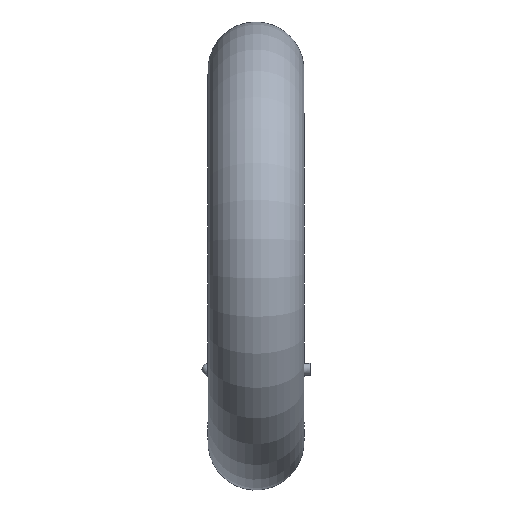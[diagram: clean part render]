
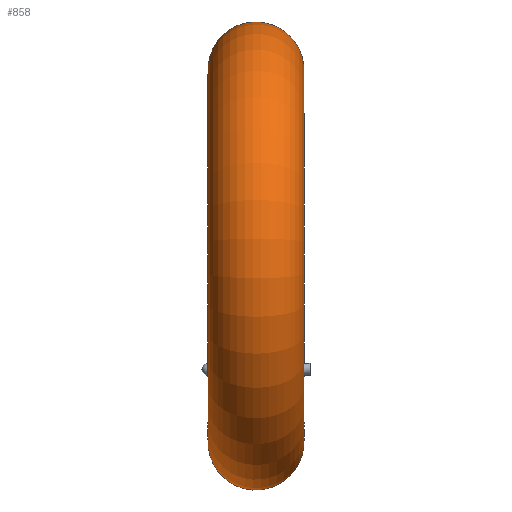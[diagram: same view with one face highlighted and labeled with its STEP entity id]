
A CAD part, front view. The second image highlights one B-rep face of the part: STEP entity #858.
In plain terms, the highlighted toroidal (fillet/blend) face has major radius 15.5 mm and minor radius 4 mm.
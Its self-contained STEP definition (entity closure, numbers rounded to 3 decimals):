
#18=TOROIDAL_SURFACE('',#968,15.5,4.);
#153=B_SPLINE_CURVE_WITH_KNOTS('',3,(#1477,#1478,#1479,#1480,#1481,#1482,
#1483,#1484),.UNSPECIFIED.,.F.,.F.,(4,2,2,4),(0.,0.145,0.322,
0.4),.UNSPECIFIED.);
#154=B_SPLINE_CURVE_WITH_KNOTS('',3,(#1488,#1489,#1490,#1491,#1492,#1493,
#1494,#1495),.UNSPECIFIED.,.F.,.F.,(4,2,2,4),(0.365,0.569,
0.709,0.865),.UNSPECIFIED.);
#177=B_SPLINE_CURVE_WITH_KNOTS('',3,(#2002,#2003,#2004,#2005,#2006,#2007,
#2008,#2009,#2010,#2011,#2012,#2013),.UNSPECIFIED.,.F.,.F.,(4,2,2,2,2,4),
(1.192,1.265,1.339,1.413,1.488,
1.493),.UNSPECIFIED.);
#178=B_SPLINE_CURVE_WITH_KNOTS('',3,(#2015,#2016,#2017,#2018,#2019,#2020,
#2021,#2022,#2023,#2024,#2025,#2026),.UNSPECIFIED.,.F.,.F.,(4,2,2,2,2,4),
(0.891,0.896,0.97,1.044,
1.118,1.192),.UNSPECIFIED.);
#234=FACE_OUTER_BOUND('',#283,.T.);
#283=EDGE_LOOP('',(#760,#761,#762,#763,#764,#765,#766,#767,#768,#769,#770));
#309=CIRCLE('',#939,15.5);
#323=CIRCLE('',#964,4.);
#324=CIRCLE('',#966,4.);
#325=CIRCLE('',#967,4.);
#326=CIRCLE('',#969,15.5);
#327=CIRCLE('',#970,11.5);
#371=VERTEX_POINT('',#1474);
#372=VERTEX_POINT('',#1476);
#373=VERTEX_POINT('',#1485);
#374=VERTEX_POINT('',#1487);
#392=VERTEX_POINT('',#1682);
#418=VERTEX_POINT('',#1882);
#419=VERTEX_POINT('',#1994);
#420=VERTEX_POINT('',#1995);
#421=VERTEX_POINT('',#2001);
#473=EDGE_CURVE('',#372,#371,#153,.T.);
#475=EDGE_CURVE('',#374,#373,#154,.T.);
#500=EDGE_CURVE('',#392,#374,#309,.T.);
#540=EDGE_CURVE('',#418,#392,#323,.T.);
#543=EDGE_CURVE('',#419,#420,#324,.T.);
#546=EDGE_CURVE('',#420,#419,#325,.T.);
#547=EDGE_CURVE('',#421,#372,#177,.T.);
#548=EDGE_CURVE('',#371,#418,#326,.T.);
#549=EDGE_CURVE('',#373,#421,#178,.T.);
#550=EDGE_CURVE('',#421,#419,#327,.T.);
#760=ORIENTED_EDGE('',*,*,#547,.T.);
#761=ORIENTED_EDGE('',*,*,#473,.T.);
#762=ORIENTED_EDGE('',*,*,#548,.T.);
#763=ORIENTED_EDGE('',*,*,#540,.T.);
#764=ORIENTED_EDGE('',*,*,#500,.T.);
#765=ORIENTED_EDGE('',*,*,#475,.T.);
#766=ORIENTED_EDGE('',*,*,#549,.T.);
#767=ORIENTED_EDGE('',*,*,#550,.T.);
#768=ORIENTED_EDGE('',*,*,#546,.F.);
#769=ORIENTED_EDGE('',*,*,#543,.F.);
#770=ORIENTED_EDGE('',*,*,#550,.F.);
#858=ADVANCED_FACE('',(#234),#18,.T.);
#939=AXIS2_PLACEMENT_3D('',#1684,#1116,#1117);
#964=AXIS2_PLACEMENT_3D('',#1883,#1174,#1175);
#966=AXIS2_PLACEMENT_3D('',#1996,#1179,#1180);
#967=AXIS2_PLACEMENT_3D('',#1999,#1183,#1184);
#968=AXIS2_PLACEMENT_3D('',#2000,#1185,#1186);
#969=AXIS2_PLACEMENT_3D('',#2014,#1187,#1188);
#970=AXIS2_PLACEMENT_3D('',#2027,#1189,#1190);
#1116=DIRECTION('center_axis',(1.,0.,0.));
#1117=DIRECTION('ref_axis',(0.,-1.,-0.01));
#1174=DIRECTION('center_axis',(0.,-0.984,-0.18));
#1175=DIRECTION('ref_axis',(-1.,0.,0.));
#1179=DIRECTION('center_axis',(0.,0.984,-0.18));
#1180=DIRECTION('ref_axis',(-1.,0.,0.));
#1183=DIRECTION('center_axis',(0.,0.984,-0.18));
#1184=DIRECTION('ref_axis',(-1.,0.,0.));
#1185=DIRECTION('center_axis',(1.,0.,0.));
#1186=DIRECTION('ref_axis',(0.,-0.996,-0.088));
#1187=DIRECTION('center_axis',(-1.,0.,0.));
#1188=DIRECTION('ref_axis',(0.,-1.,-0.01));
#1189=DIRECTION('center_axis',(-1.,0.,0.));
#1190=DIRECTION('ref_axis',(0.,-0.996,-0.088));
#1474=CARTESIAN_POINT('',(-4.,-41.067,-14.517));
#1476=CARTESIAN_POINT('',(-2.857,-44.2,-12.49));
#1477=CARTESIAN_POINT('Ctrl Pts',(-2.857,-44.2,-12.49));
#1478=CARTESIAN_POINT('Ctrl Pts',(-3.16,-43.933,-12.755));
#1479=CARTESIAN_POINT('Ctrl Pts',(-3.394,-43.615,-13.036));
#1480=CARTESIAN_POINT('Ctrl Pts',(-3.786,-42.812,-13.638));
#1481=CARTESIAN_POINT('Ctrl Pts',(-3.909,-42.315,-13.946));
#1482=CARTESIAN_POINT('Ctrl Pts',(-3.989,-41.549,-14.32));
#1483=CARTESIAN_POINT('Ctrl Pts',(-4.,-41.31,-14.423));
#1484=CARTESIAN_POINT('Ctrl Pts',(-4.,-41.067,-14.517));
#1485=CARTESIAN_POINT('',(2.857,-44.2,-12.49));
#1487=CARTESIAN_POINT('',(4.,-41.067,-14.517));
#1488=CARTESIAN_POINT('Ctrl Pts',(4.,-41.067,-14.517));
#1489=CARTESIAN_POINT('Ctrl Pts',(4.,-41.612,-14.307));
#1490=CARTESIAN_POINT('Ctrl Pts',(3.944,-42.108,-14.056));
#1491=CARTESIAN_POINT('Ctrl Pts',(3.746,-42.86,-13.594));
#1492=CARTESIAN_POINT('Ctrl Pts',(3.635,-43.149,-13.392));
#1493=CARTESIAN_POINT('Ctrl Pts',(3.322,-43.71,-12.951));
#1494=CARTESIAN_POINT('Ctrl Pts',(3.114,-43.973,-12.715));
#1495=CARTESIAN_POINT('Ctrl Pts',(2.857,-44.2,-12.49));
#1682=CARTESIAN_POINT('',(4.,-43.71,-15.247));
#1684=CARTESIAN_POINT('Origin',(4.,-46.5,0.));
#1882=CARTESIAN_POINT('',(-4.,-43.71,-15.247));
#1883=CARTESIAN_POINT('Origin',(0.,-43.71,-15.247));
#1994=CARTESIAN_POINT('',(0.,-44.43,11.312));
#1995=CARTESIAN_POINT('',(2.828,-43.201,18.029));
#1996=CARTESIAN_POINT('Origin',(0.,-43.71,15.247));
#1999=CARTESIAN_POINT('Origin',(0.,-43.71,15.247));
#2000=CARTESIAN_POINT('Origin',(0.,-46.5,0.));
#2001=CARTESIAN_POINT('',(0.,-44.2,-11.268));
#2002=CARTESIAN_POINT('Ctrl Pts',(0.,-44.2,-11.268));
#2003=CARTESIAN_POINT('Ctrl Pts',(-0.245,-44.2,-11.268));
#2004=CARTESIAN_POINT('Ctrl Pts',(-0.513,-44.2,-11.292));
#2005=CARTESIAN_POINT('Ctrl Pts',(-1.038,-44.2,-11.398));
#2006=CARTESIAN_POINT('Ctrl Pts',(-1.295,-44.2,-11.479));
#2007=CARTESIAN_POINT('Ctrl Pts',(-1.75,-44.2,-11.67));
#2008=CARTESIAN_POINT('Ctrl Pts',(-1.99,-44.2,-11.798));
#2009=CARTESIAN_POINT('Ctrl Pts',(-2.438,-44.2,-12.101));
#2010=CARTESIAN_POINT('Ctrl Pts',(-2.646,-44.2,-12.276));
#2011=CARTESIAN_POINT('Ctrl Pts',(-2.832,-44.2,-12.465));
#2012=CARTESIAN_POINT('Ctrl Pts',(-2.844,-44.2,-12.477));
#2013=CARTESIAN_POINT('Ctrl Pts',(-2.857,-44.2,-12.49));
#2014=CARTESIAN_POINT('Origin',(-4.,-46.5,0.));
#2015=CARTESIAN_POINT('Ctrl Pts',(2.857,-44.2,-12.49));
#2016=CARTESIAN_POINT('Ctrl Pts',(2.844,-44.2,-12.477));
#2017=CARTESIAN_POINT('Ctrl Pts',(2.832,-44.2,-12.465));
#2018=CARTESIAN_POINT('Ctrl Pts',(2.646,-44.2,-12.276));
#2019=CARTESIAN_POINT('Ctrl Pts',(2.438,-44.2,-12.101));
#2020=CARTESIAN_POINT('Ctrl Pts',(1.99,-44.2,-11.798));
#2021=CARTESIAN_POINT('Ctrl Pts',(1.75,-44.2,-11.67));
#2022=CARTESIAN_POINT('Ctrl Pts',(1.295,-44.2,-11.479));
#2023=CARTESIAN_POINT('Ctrl Pts',(1.038,-44.2,-11.398));
#2024=CARTESIAN_POINT('Ctrl Pts',(0.513,-44.2,-11.292));
#2025=CARTESIAN_POINT('Ctrl Pts',(0.245,-44.2,-11.268));
#2026=CARTESIAN_POINT('Ctrl Pts',(0.,-44.2,-11.268));
#2027=CARTESIAN_POINT('Origin',(0.,-46.5,0.));
